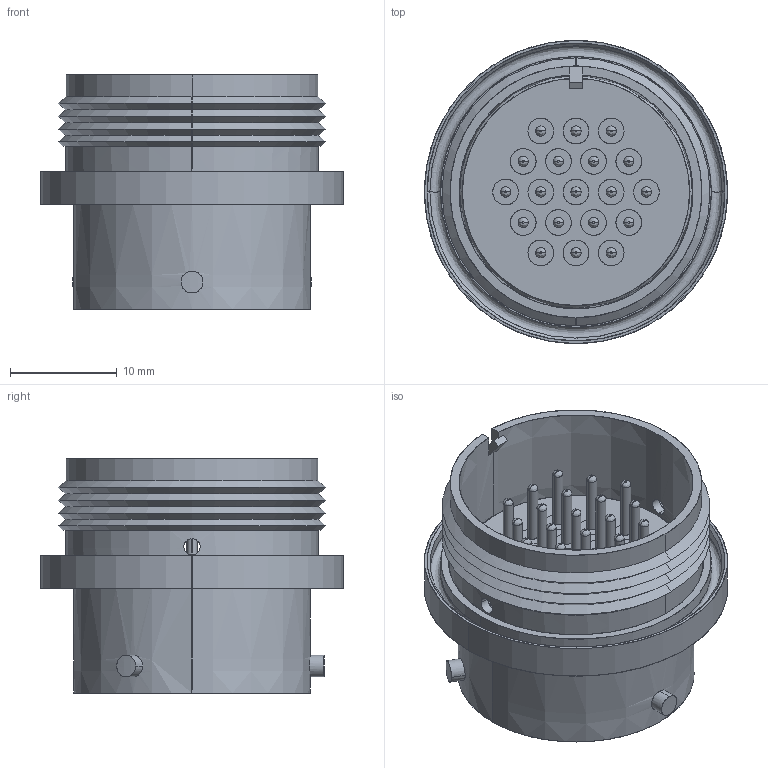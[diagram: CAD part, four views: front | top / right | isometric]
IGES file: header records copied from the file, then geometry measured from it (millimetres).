
Start section: SolidWorks IGES file using analytic representation for surfaces
Global section: file name: 25312-01-W.IGS; native system: SolidWorks 2019; preprocessor: SolidWorks 2019; author: lee sanders; date: 200129.112749; units: inch
Bounding box: 28.45 x 28.45 x 21.97 mm (x, y, z)
Surface area: 7403 mm2 (no closed solid volume)
Topology: 0 solids, 0 shells, 414 faces, 6194 edges, 6194 vertices
Faces by surface type: revolution 222, bspline 192
